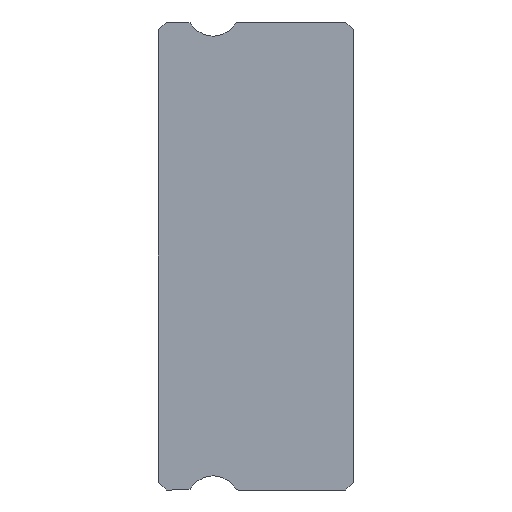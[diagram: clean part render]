
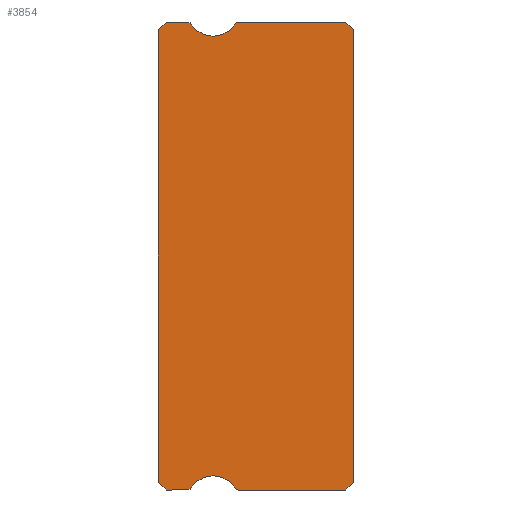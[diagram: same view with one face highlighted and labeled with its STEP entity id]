
A CAD part, left-side view. The second image highlights one B-rep face of the part: STEP entity #3854.
In plain terms, the highlighted planar face has unit normal (-1, 0, 0).
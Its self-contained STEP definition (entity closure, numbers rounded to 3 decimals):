
#12 = CARTESIAN_POINT ( 'NONE',  ( -10., 4.419, -8.85 ) ) ;
#18 = LINE ( 'NONE', #863, #2777 ) ;
#30 = CARTESIAN_POINT ( 'NONE',  ( -10., 0., -8.7 ) ) ;
#70 = DIRECTION ( 'NONE',  ( 0., 0., -1. ) ) ;
#185 = CARTESIAN_POINT ( 'NONE',  ( -10., 6.381, 9. ) ) ;
#199 = ORIENTED_EDGE ( 'NONE', *, *, #2134, .F. ) ;
#247 = VECTOR ( 'NONE', #5201, 1000. ) ;
#317 = CIRCLE ( 'NONE', #3595, 1. ) ;
#369 = VERTEX_POINT ( 'NONE', #1473 ) ;
#371 = CARTESIAN_POINT ( 'NONE',  ( -10., 7.2, 9. ) ) ;
#399 = VERTEX_POINT ( 'NONE', #5036 ) ;
#449 = CARTESIAN_POINT ( 'NONE',  ( -10., 0.3, -9. ) ) ;
#459 = DIRECTION ( 'NONE',  ( -1., 0., 0. ) ) ;
#551 = EDGE_CURVE ( 'NONE', #369, #2014, #18, .T. ) ;
#552 = ORIENTED_EDGE ( 'NONE', *, *, #5125, .F. ) ;
#575 = EDGE_CURVE ( 'NONE', #683, #4333, #1188, .T. ) ;
#591 = AXIS2_PLACEMENT_3D ( 'NONE', #3822, #2083, #4622 ) ;
#609 = CARTESIAN_POINT ( 'NONE',  ( -10., 7.5, 8.7 ) ) ;
#683 = VERTEX_POINT ( 'NONE', #3521 ) ;
#773 = DIRECTION ( 'NONE',  ( 1., 0., 0. ) ) ;
#839 = CARTESIAN_POINT ( 'NONE',  ( -10., 0.3, 9. ) ) ;
#863 = CARTESIAN_POINT ( 'NONE',  ( -10., 7.5, 8.7 ) ) ;
#879 = LINE ( 'NONE', #1685, #1638 ) ;
#976 = EDGE_CURVE ( 'NONE', #4790, #5047, #1582, .T. ) ;
#989 = CARTESIAN_POINT ( 'NONE',  ( -10., 6.253, -8.928 ) ) ;
#1105 = CARTESIAN_POINT ( 'NONE',  ( -10., 0.3, 9. ) ) ;
#1129 = PLANE ( 'NONE',  #3974 ) ;
#1155 = ORIENTED_EDGE ( 'NONE', *, *, #976, .F. ) ;
#1188 = CIRCLE ( 'NONE', #3044, 1. ) ;
#1281 = CARTESIAN_POINT ( 'NONE',  ( -10., 4.547, 8.928 ) ) ;
#1322 = CARTESIAN_POINT ( 'NONE',  ( -10., 6.381, -9. ) ) ;
#1346 = VERTEX_POINT ( 'NONE', #3556 ) ;
#1473 = CARTESIAN_POINT ( 'NONE',  ( -10., 7.2, 9. ) ) ;
#1501 = DIRECTION ( 'NONE',  ( 0., 0., -1. ) ) ;
#1519 = EDGE_CURVE ( 'NONE', #399, #369, #3000, .T. ) ;
#1527 = ORIENTED_EDGE ( 'NONE', *, *, #3106, .F. ) ;
#1575 = LINE ( 'NONE', #1105, #1994 ) ;
#1582 = CIRCLE ( 'NONE', #2285, 0.15 ) ;
#1623 = CARTESIAN_POINT ( 'NONE',  ( -10., 7.2, -9. ) ) ;
#1638 = VECTOR ( 'NONE', #5102, 1000. ) ;
#1658 = CARTESIAN_POINT ( 'NONE',  ( -10., 7.2, -9. ) ) ;
#1685 = CARTESIAN_POINT ( 'NONE',  ( -10., 6.381, -9. ) ) ;
#1709 = ORIENTED_EDGE ( 'NONE', *, *, #575, .F. ) ;
#1722 = VERTEX_POINT ( 'NONE', #2767 ) ;
#1751 = EDGE_CURVE ( 'NONE', #4829, #2014, #4838, .T. ) ;
#1773 = CARTESIAN_POINT ( 'NONE',  ( -10., 5.4, 9.45 ) ) ;
#1872 = ORIENTED_EDGE ( 'NONE', *, *, #3409, .F. ) ;
#1882 = EDGE_CURVE ( 'NONE', #5017, #683, #317, .T. ) ;
#1894 = LINE ( 'NONE', #3104, #4740 ) ;
#1899 = CARTESIAN_POINT ( 'NONE',  ( -10., 6.381, 8.85 ) ) ;
#1915 = CARTESIAN_POINT ( 'NONE',  ( -10., 6.381, 8.85 ) ) ;
#1994 = VECTOR ( 'NONE', #3210, 1000. ) ;
#2014 = VERTEX_POINT ( 'NONE', #609 ) ;
#2033 = CARTESIAN_POINT ( 'NONE',  ( -10., 4.419, 9. ) ) ;
#2036 = EDGE_CURVE ( 'NONE', #1722, #3351, #1894, .T. ) ;
#2048 = DIRECTION ( 'NONE',  ( 0., 1., 0. ) ) ;
#2083 = DIRECTION ( 'NONE',  ( 1., 0., 0. ) ) ;
#2093 = ORIENTED_EDGE ( 'NONE', *, *, #3589, .T. ) ;
#2134 = EDGE_CURVE ( 'NONE', #3102, #3351, #1575, .T. ) ;
#2181 = AXIS2_PLACEMENT_3D ( 'NONE', #3137, #2459, #1501 ) ;
#2285 = AXIS2_PLACEMENT_3D ( 'NONE', #12, #2576, #5053 ) ;
#2297 = DIRECTION ( 'NONE',  ( 0., 0., 1. ) ) ;
#2319 = CARTESIAN_POINT ( 'NONE',  ( -10., 4.547, -8.928 ) ) ;
#2355 = ORIENTED_EDGE ( 'NONE', *, *, #2803, .F. ) ;
#2368 = CIRCLE ( 'NONE', #4831, 0.15 ) ;
#2437 = ORIENTED_EDGE ( 'NONE', *, *, #3262, .F. ) ;
#2459 = DIRECTION ( 'NONE',  ( 1., 0., 0. ) ) ;
#2467 = CARTESIAN_POINT ( 'NONE',  ( -10., 5.4, 9.45 ) ) ;
#2507 = ORIENTED_EDGE ( 'NONE', *, *, #4957, .F. ) ;
#2576 = DIRECTION ( 'NONE',  ( 1., 0., 0. ) ) ;
#2671 = DIRECTION ( 'NONE',  ( -1., 0., 0. ) ) ;
#2705 = CIRCLE ( 'NONE', #591, 0.15 ) ;
#2725 = ORIENTED_EDGE ( 'NONE', *, *, #2036, .T. ) ;
#2754 = VERTEX_POINT ( 'NONE', #989 ) ;
#2767 = CARTESIAN_POINT ( 'NONE',  ( -10., 0., -8.7 ) ) ;
#2777 = VECTOR ( 'NONE', #3388, 1000. ) ;
#2780 = ORIENTED_EDGE ( 'NONE', *, *, #1751, .F. ) ;
#2790 = VECTOR ( 'NONE', #5073, 1000. ) ;
#2803 = EDGE_CURVE ( 'NONE', #5047, #2754, #3522, .T. ) ;
#2819 = DIRECTION ( 'NONE',  ( 1., 0., 0. ) ) ;
#2882 = DIRECTION ( 'NONE',  ( -1., 0., 0. ) ) ;
#2910 = DIRECTION ( 'NONE',  ( 0., 0., -1. ) ) ;
#2962 = DIRECTION ( 'NONE',  ( 0., -1., 0. ) ) ;
#3000 = LINE ( 'NONE', #371, #4568 ) ;
#3020 = LINE ( 'NONE', #1658, #3238 ) ;
#3044 = AXIS2_PLACEMENT_3D ( 'NONE', #1773, #459, #70 ) ;
#3102 = VERTEX_POINT ( 'NONE', #839 ) ;
#3104 = CARTESIAN_POINT ( 'NONE',  ( -10., 0., 8.7 ) ) ;
#3106 = EDGE_CURVE ( 'NONE', #2754, #1346, #2705, .T. ) ;
#3137 = CARTESIAN_POINT ( 'NONE',  ( -10., 4.419, 8.85 ) ) ;
#3156 = ORIENTED_EDGE ( 'NONE', *, *, #551, .T. ) ;
#3210 = DIRECTION ( 'NONE',  ( 0., -0.707, -0.707 ) ) ;
#3238 = VECTOR ( 'NONE', #4637, 1000. ) ;
#3262 = EDGE_CURVE ( 'NONE', #3809, #3102, #3964, .T. ) ;
#3317 = FACE_OUTER_BOUND ( 'NONE', #5396, .T. ) ;
#3323 = DIRECTION ( 'NONE',  ( 0., 0., -1. ) ) ;
#3351 = VERTEX_POINT ( 'NONE', #4170 ) ;
#3380 = LINE ( 'NONE', #1322, #5172 ) ;
#3385 = EDGE_CURVE ( 'NONE', #399, #5017, #2368, .T. ) ;
#3388 = DIRECTION ( 'NONE',  ( 0., 0.707, -0.707 ) ) ;
#3409 = EDGE_CURVE ( 'NONE', #4333, #3809, #4474, .T. ) ;
#3447 = CARTESIAN_POINT ( 'NONE',  ( -10., 5.4, -9.45 ) ) ;
#3521 = CARTESIAN_POINT ( 'NONE',  ( -10., 5.4, 8.45 ) ) ;
#3522 = CIRCLE ( 'NONE', #4837, 1. ) ;
#3556 = CARTESIAN_POINT ( 'NONE',  ( -10., 6.381, -9. ) ) ;
#3582 = EDGE_CURVE ( 'NONE', #3859, #1346, #3380, .T. ) ;
#3589 = EDGE_CURVE ( 'NONE', #4829, #3859, #3020, .T. ) ;
#3595 = AXIS2_PLACEMENT_3D ( 'NONE', #2467, #2882, #2910 ) ;
#3701 = ORIENTED_EDGE ( 'NONE', *, *, #1882, .F. ) ;
#3808 = LINE ( 'NONE', #30, #2790 ) ;
#3809 = VERTEX_POINT ( 'NONE', #2033 ) ;
#3822 = CARTESIAN_POINT ( 'NONE',  ( -10., 6.381, -8.85 ) ) ;
#3854 = ADVANCED_FACE ( 'NONE', ( #3317 ), #1129, .F. ) ;
#3859 = VERTEX_POINT ( 'NONE', #1623 ) ;
#3889 = DIRECTION ( 'NONE',  ( 0., 0., -1. ) ) ;
#3964 = LINE ( 'NONE', #185, #247 ) ;
#3974 = AXIS2_PLACEMENT_3D ( 'NONE', #1915, #2819, #4523 ) ;
#4170 = CARTESIAN_POINT ( 'NONE',  ( -10., 0., 8.7 ) ) ;
#4333 = VERTEX_POINT ( 'NONE', #1281 ) ;
#4440 = CARTESIAN_POINT ( 'NONE',  ( -10., 7.5, 8.85 ) ) ;
#4474 = CIRCLE ( 'NONE', #2181, 0.15 ) ;
#4484 = ORIENTED_EDGE ( 'NONE', *, *, #1519, .T. ) ;
#4517 = CARTESIAN_POINT ( 'NONE',  ( -10., 6.253, 8.928 ) ) ;
#4523 = DIRECTION ( 'NONE',  ( 0., 0., -1. ) ) ;
#4568 = VECTOR ( 'NONE', #2048, 1000. ) ;
#4622 = DIRECTION ( 'NONE',  ( 0., 0., -1. ) ) ;
#4637 = DIRECTION ( 'NONE',  ( 0., -0.707, -0.707 ) ) ;
#4661 = VECTOR ( 'NONE', #2297, 1000. ) ;
#4740 = VECTOR ( 'NONE', #4760, 1000. ) ;
#4760 = DIRECTION ( 'NONE',  ( 0., 0., 1. ) ) ;
#4790 = VERTEX_POINT ( 'NONE', #5217 ) ;
#4829 = VERTEX_POINT ( 'NONE', #5382 ) ;
#4831 = AXIS2_PLACEMENT_3D ( 'NONE', #1899, #773, #3323 ) ;
#4837 = AXIS2_PLACEMENT_3D ( 'NONE', #3447, #2671, #3889 ) ;
#4838 = LINE ( 'NONE', #4440, #4661 ) ;
#4957 = EDGE_CURVE ( 'NONE', #1722, #5134, #3808, .T. ) ;
#4960 = ORIENTED_EDGE ( 'NONE', *, *, #3385, .F. ) ;
#5017 = VERTEX_POINT ( 'NONE', #4517 ) ;
#5036 = CARTESIAN_POINT ( 'NONE',  ( -10., 6.381, 9. ) ) ;
#5047 = VERTEX_POINT ( 'NONE', #2319 ) ;
#5053 = DIRECTION ( 'NONE',  ( 0., 0., -1. ) ) ;
#5073 = DIRECTION ( 'NONE',  ( 0., 0.707, -0.707 ) ) ;
#5102 = DIRECTION ( 'NONE',  ( 0., 1., 0. ) ) ;
#5125 = EDGE_CURVE ( 'NONE', #5134, #4790, #879, .T. ) ;
#5134 = VERTEX_POINT ( 'NONE', #449 ) ;
#5142 = ORIENTED_EDGE ( 'NONE', *, *, #3582, .T. ) ;
#5172 = VECTOR ( 'NONE', #2962, 1000. ) ;
#5201 = DIRECTION ( 'NONE',  ( 0., -1., 0. ) ) ;
#5217 = CARTESIAN_POINT ( 'NONE',  ( -10., 4.419, -9. ) ) ;
#5382 = CARTESIAN_POINT ( 'NONE',  ( -10., 7.5, -8.7 ) ) ;
#5396 = EDGE_LOOP ( 'NONE', ( #2780, #2093, #5142, #1527, #2355, #1155, #552, #2507, #2725, #199, #2437, #1872, #1709, #3701, #4960, #4484, #3156 ) ) ;
